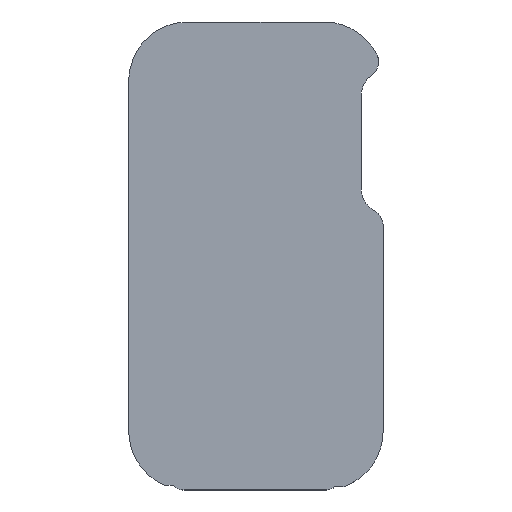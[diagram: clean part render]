
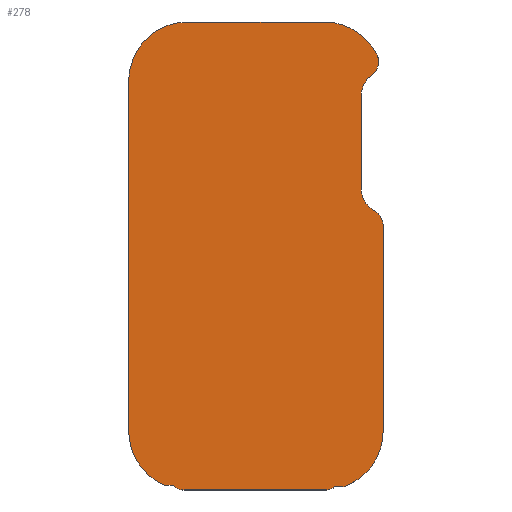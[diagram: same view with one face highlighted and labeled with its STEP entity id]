
A CAD part, top view. The second image highlights one B-rep face of the part: STEP entity #278.
In plain terms, the highlighted planar face has unit normal (0, 0, 1).
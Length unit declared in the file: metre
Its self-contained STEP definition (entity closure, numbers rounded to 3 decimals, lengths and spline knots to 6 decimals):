
#278 = ADVANCED_FACE( '', ( #583 ), #584, .F. );
#583 = FACE_OUTER_BOUND( '', #905, .T. );
#584 = PLANE( '', #906 );
#905 = EDGE_LOOP( '', ( #1725, #1726, #1727, #1728, #1729, #1730, #1731, #1732, #1733, #1734, #1735, #1736, #1737, #1738, #1739, #1740, #1741 ) );
#906 = AXIS2_PLACEMENT_3D( '', #1742, #1743, #1744 );
#1725 = ORIENTED_EDGE( '', *, *, #2196, .T. );
#1726 = ORIENTED_EDGE( '', *, *, #2229, .T. );
#1727 = ORIENTED_EDGE( '', *, *, #2294, .F. );
#1728 = ORIENTED_EDGE( '', *, *, #2203, .T. );
#1729 = ORIENTED_EDGE( '', *, *, #2267, .T. );
#1730 = ORIENTED_EDGE( '', *, *, #2055, .F. );
#1731 = ORIENTED_EDGE( '', *, *, #2074, .F. );
#1732 = ORIENTED_EDGE( '', *, *, #2163, .F. );
#1733 = ORIENTED_EDGE( '', *, *, #2041, .T. );
#1734 = ORIENTED_EDGE( '', *, *, #1959, .F. );
#1735 = ORIENTED_EDGE( '', *, *, #2295, .T. );
#1736 = ORIENTED_EDGE( '', *, *, #2296, .T. );
#1737 = ORIENTED_EDGE( '', *, *, #2198, .T. );
#1738 = ORIENTED_EDGE( '', *, *, #2080, .T. );
#1739 = ORIENTED_EDGE( '', *, *, #1965, .T. );
#1740 = ORIENTED_EDGE( '', *, *, #2297, .T. );
#1741 = ORIENTED_EDGE( '', *, *, #2165, .T. );
#1742 = CARTESIAN_POINT( '', ( -0.20786, -0.008324, 0.014 ) );
#1743 = DIRECTION( '', ( 0., 0., -1. ) );
#1744 = DIRECTION( '', ( -1., 0., 0. ) );
#1959 = EDGE_CURVE( '', #2353, #2355, #2356, .T. );
#1965 = EDGE_CURVE( '', #2359, #2364, #2366, .T. );
#2041 = EDGE_CURVE( '', #2499, #2355, #2503, .T. );
#2055 = EDGE_CURVE( '', #2526, #2528, #2529, .T. );
#2074 = EDGE_CURVE( '', #2556, #2526, #2558, .T. );
#2080 = EDGE_CURVE( '', #2567, #2359, #2568, .T. );
#2163 = EDGE_CURVE( '', #2499, #2556, #2698, .T. );
#2165 = EDGE_CURVE( '', #2700, #2701, #2702, .F. );
#2196 = EDGE_CURVE( '', #2701, #2739, #2741, .T. );
#2198 = EDGE_CURVE( '', #2743, #2567, #2744, .T. );
#2203 = EDGE_CURVE( '', #2747, #2749, #2751, .T. );
#2229 = EDGE_CURVE( '', #2739, #2781, #2783, .F. );
#2267 = EDGE_CURVE( '', #2749, #2528, #2832, .T. );
#2294 = EDGE_CURVE( '', #2747, #2781, #2866, .T. );
#2295 = EDGE_CURVE( '', #2353, #2867, #2868, .T. );
#2296 = EDGE_CURVE( '', #2867, #2743, #2869, .T. );
#2297 = EDGE_CURVE( '', #2364, #2700, #2870, .T. );
#2353 = VERTEX_POINT( '', #2933 );
#2355 = VERTEX_POINT( '', #2936 );
#2356 = CIRCLE( '', #2937, 0.002 );
#2359 = VERTEX_POINT( '', #2941 );
#2364 = VERTEX_POINT( '', #2947 );
#2366 = CIRCLE( '', #2950, 0.006937 );
#2499 = VERTEX_POINT( '', #3126 );
#2503 = CIRCLE( '', #3131, 0.003 );
#2526 = VERTEX_POINT( '', #3158 );
#2528 = VERTEX_POINT( '', #3161 );
#2529 = CIRCLE( '', #3162, 0.002 );
#2556 = VERTEX_POINT( '', #3201 );
#2558 = CIRCLE( '', #3204, 0.003 );
#2567 = VERTEX_POINT( '', #3243 );
#2568 = LINE( '', #3244, #3245 );
#2698 = LINE( '', #3486, #3487 );
#2700 = VERTEX_POINT( '', #3489 );
#2701 = VERTEX_POINT( '', #3490 );
#2702 = CIRCLE( '', #3491, 0.0015 );
#2739 = VERTEX_POINT( '', #3543 );
#2741 = LINE( '', #3546, #3547 );
#2743 = VERTEX_POINT( '', #3549 );
#2744 = CIRCLE( '', #3550, 0.006937 );
#2747 = VERTEX_POINT( '', #3554 );
#2749 = VERTEX_POINT( '', #3557 );
#2751 = CIRCLE( '', #3560, 0.006937 );
#2781 = VERTEX_POINT( '', #3602 );
#2783 = CIRCLE( '', #3605, 0.0015 );
#2832 = LINE( '', #3688, #3689 );
#2866 = LINE( '', #3740, #3741 );
#2867 = VERTEX_POINT( '', #3742 );
#2868 = CIRCLE( '', #3743, 0.006937 );
#2869 = LINE( '', #3744, #3745 );
#2870 = LINE( '', #3746, #3747 );
#2933 = CARTESIAN_POINT( '', ( -0.193618, 0.015521, 0.014 ) );
#2936 = CARTESIAN_POINT( '', ( -0.194214, 0.012995, 0.014 ) );
#2937 = AXIS2_PLACEMENT_3D( '', #3804, #3805, #3806 );
#2941 = CARTESIAN_POINT( '', ( -0.222862, -0.029283, 0.014 ) );
#2947 = CARTESIAN_POINT( '', ( -0.218631, -0.03539, 0.014 ) );
#2950 = AXIS2_PLACEMENT_3D( '', #3813, #3814, #3815 );
#3126 = CARTESIAN_POINT( '', ( -0.195439, 0.010576, 0.014 ) );
#3131 = AXIS2_PLACEMENT_3D( '', #3928, #3929, #3930 );
#3158 = CARTESIAN_POINT( '', ( -0.193887, -0.003004, 0.014 ) );
#3161 = CARTESIAN_POINT( '', ( -0.192852, -0.004756, 0.014 ) );
#3162 = AXIS2_PLACEMENT_3D( '', #3951, #3952, #3953 );
#3201 = CARTESIAN_POINT( '', ( -0.195439, -0.000377, 0.014 ) );
#3204 = AXIS2_PLACEMENT_3D( '', #3970, #3971, #3972 );
#3243 = CARTESIAN_POINT( '', ( -0.222862, 0.012635, 0.014 ) );
#3244 = CARTESIAN_POINT( '', ( -0.222862, -0.018804, 0.014 ) );
#3245 = VECTOR( '', #3976, 1. );
#3486 = CARTESIAN_POINT( '', ( -0.195439, 0.002604, 0.014 ) );
#3487 = VECTOR( '', #4075, 1. );
#3489 = CARTESIAN_POINT( '', ( -0.217631, -0.03539, 0.014 ) );
#3490 = CARTESIAN_POINT( '', ( -0.216473, -0.035937, 0.014 ) );
#3491 = AXIS2_PLACEMENT_3D( '', #4076, #4077, #4078 );
#3543 = CARTESIAN_POINT( '', ( -0.199562, -0.035937, 0.014 ) );
#3546 = CARTESIAN_POINT( '', ( -0.199789, -0.035937, 0.014 ) );
#3547 = VECTOR( '', #4107, 1. );
#3549 = CARTESIAN_POINT( '', ( -0.215931, 0.019289, 0.014 ) );
#3550 = AXIS2_PLACEMENT_3D( '', #4108, #4109, #4110 );
#3554 = CARTESIAN_POINT( '', ( -0.19759, -0.035579, 0.014 ) );
#3557 = CARTESIAN_POINT( '', ( -0.192852, -0.029, 0.014 ) );
#3560 = AXIS2_PLACEMENT_3D( '', #4114, #4115, #4116 );
#3602 = CARTESIAN_POINT( '', ( -0.198589, -0.035579, 0.014 ) );
#3605 = AXIS2_PLACEMENT_3D( '', #4139, #4140, #4141 );
#3688 = CARTESIAN_POINT( '', ( -0.192852, 0.012352, 0.014 ) );
#3689 = VECTOR( '', #4168, 1. );
#3740 = CARTESIAN_POINT( '', ( -0.19759, -0.035579, 0.014 ) );
#3741 = VECTOR( '', #4195, 1. );
#3742 = CARTESIAN_POINT( '', ( -0.199789, 0.019289, 0.014 ) );
#3743 = AXIS2_PLACEMENT_3D( '', #4196, #4197, #4198 );
#3744 = CARTESIAN_POINT( '', ( -0.215931, 0.019289, 0.014 ) );
#3745 = VECTOR( '', #4199, 1. );
#3746 = CARTESIAN_POINT( '', ( -0.218631, -0.03539, 0.014 ) );
#3747 = VECTOR( '', #4200, 1. );
#3804 = CARTESIAN_POINT( '', ( -0.195397, 0.014607, 0.014 ) );
#3805 = DIRECTION( '', ( 0., 0., -1. ) );
#3806 = DIRECTION( '', ( 0.973, -0.23, 0. ) );
#3813 = CARTESIAN_POINT( '', ( -0.215931, -0.029, 0.014 ) );
#3814 = DIRECTION( '', ( 0., 0., 1. ) );
#3815 = DIRECTION( '', ( 0., -1., 0. ) );
#3928 = CARTESIAN_POINT( '', ( -0.192439, 0.010576, 0.014 ) );
#3929 = DIRECTION( '', ( 0., 0., -1. ) );
#3930 = DIRECTION( '', ( -0.171, 0.985, 0. ) );
#3951 = CARTESIAN_POINT( '', ( -0.194852, -0.004756, 0.014 ) );
#3952 = DIRECTION( '', ( 0., 0., -1. ) );
#3953 = DIRECTION( '', ( 0.861, 0.509, 0. ) );
#3970 = CARTESIAN_POINT( '', ( -0.192439, -0.000377, 0.014 ) );
#3971 = DIRECTION( '', ( 0., 0., 1. ) );
#3972 = DIRECTION( '', ( -0.138, -0.99, 0. ) );
#3976 = DIRECTION( '', ( 0., -1., 0. ) );
#4075 = DIRECTION( '', ( 0., -1., 0. ) );
#4076 = CARTESIAN_POINT( '', ( -0.216473, -0.034437, 0.014 ) );
#4077 = DIRECTION( '', ( 0., 0., -1. ) );
#4078 = DIRECTION( '', ( -1., 0., 0. ) );
#4107 = DIRECTION( '', ( 1., 0., 0. ) );
#4108 = CARTESIAN_POINT( '', ( -0.215931, 0.012352, 0.014 ) );
#4109 = DIRECTION( '', ( 0., 0., 1. ) );
#4110 = DIRECTION( '', ( -1., 0., 0. ) );
#4114 = CARTESIAN_POINT( '', ( -0.199789, -0.029, 0.014 ) );
#4115 = DIRECTION( '', ( 0., 0., 1. ) );
#4116 = DIRECTION( '', ( 1., 0., 0. ) );
#4139 = CARTESIAN_POINT( '', ( -0.199562, -0.034437, 0.014 ) );
#4140 = DIRECTION( '', ( 0., 0., -1. ) );
#4141 = DIRECTION( '', ( -1., 0., 0. ) );
#4168 = DIRECTION( '', ( 0., 1., 0. ) );
#4195 = DIRECTION( '', ( -1., 0., 0. ) );
#4196 = CARTESIAN_POINT( '', ( -0.199789, 0.012352, 0.014 ) );
#4197 = DIRECTION( '', ( 0., 0., 1. ) );
#4198 = DIRECTION( '', ( 0., 1., 0. ) );
#4199 = DIRECTION( '', ( -1., 0., 0. ) );
#4200 = DIRECTION( '', ( 1., 0., 0. ) );
